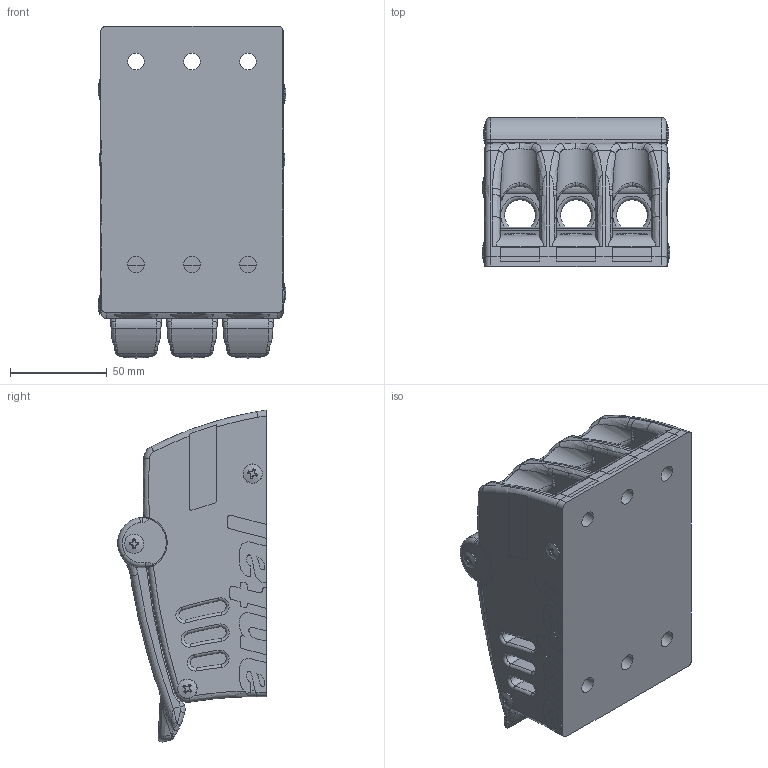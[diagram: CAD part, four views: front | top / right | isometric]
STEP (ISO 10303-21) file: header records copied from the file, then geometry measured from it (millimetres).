
FILE_DESCRIPTION(/* description */ (''),/* implementation_level */ '2;1');
FILE_NAME(/* name */ '512.133.stp',/* time_stamp */ '2024-04-08T08:49:44+02:00',/* author */ ('francesca'),/* organization */ (''),/* preprocessor_version */ 'ST-DEVELOPER v19.2',/* originating_system */ 'Autodesk Inventor 2023',/* authorisation */ '');
FILE_SCHEMA (('AUTOMOTIVE_DESIGN { 1 0 10303 214 3 1 1 }'));
Length unit declared in the file: millimetre
Products named in the file (1): 512.133
Bounding box: 97.3 x 77.02 x 171.91 mm (x, y, z)
Volume: 574090.9 mm3; surface area: 118833.4 mm2
Topology: 1 solids, 1 shells, 1060 faces, 3035 edges, 1946 vertices
Faces by surface type: cylinder 359, plane 283, bspline 203, torus 173, cone 36, sphere 6
Full cylindrical faces by diameter (mm): 8.5 x6, 10 x9, 16.2 x6
Entity records: 48579 total; most frequent: CARTESIAN_POINT 22205, ORIENTED_EDGE 6034, DIRECTION 5034, EDGE_CURVE 3017, AXIS2_PLACEMENT_3D 2023, VERTEX_POINT 1946, CIRCLE 1129, EDGE_LOOP 1101
